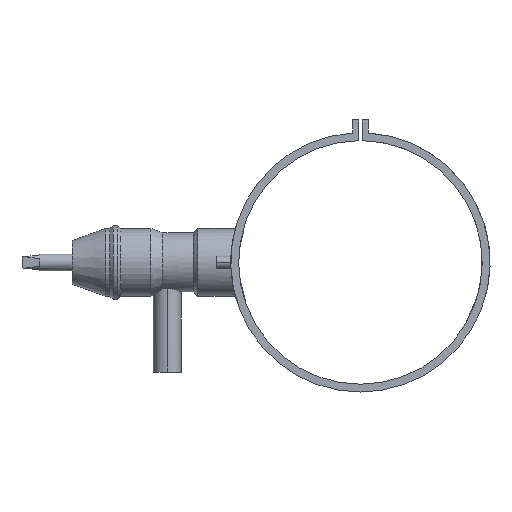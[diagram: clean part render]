
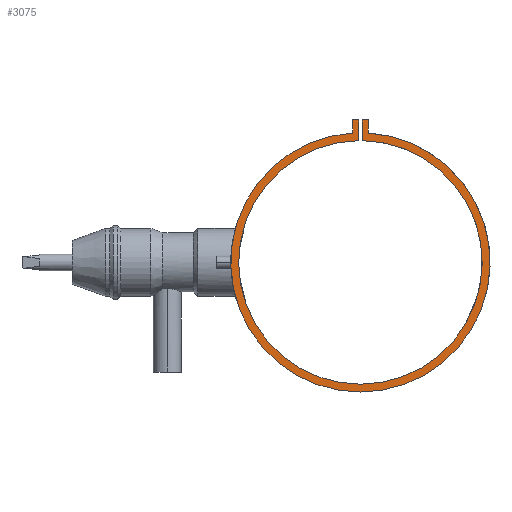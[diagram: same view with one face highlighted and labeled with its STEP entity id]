
A CAD part, left-side view. The second image highlights one B-rep face of the part: STEP entity #3075.
In plain terms, the highlighted planar face has unit normal (-1, 0, 0).
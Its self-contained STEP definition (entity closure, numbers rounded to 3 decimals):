
#9 = ORIENTED_EDGE ( 'NONE', *, *, #1923, .F. ) ;
#16 = LINE ( 'NONE', #965, #1815 ) ;
#28 = CARTESIAN_POINT ( 'NONE',  ( -80., -9., 163.728 ) ) ;
#157 = CARTESIAN_POINT ( 'NONE',  ( -80., 0., 0. ) ) ;
#232 = LINE ( 'NONE', #1181, #1662 ) ;
#241 = ORIENTED_EDGE ( 'NONE', *, *, #2188, .F. ) ;
#248 = CARTESIAN_POINT ( 'NONE',  ( -80., 2., 139.986 ) ) ;
#354 = VERTEX_POINT ( 'NONE', #1674 ) ;
#363 = VECTOR ( 'NONE', #975, 1000. ) ;
#368 = AXIS2_PLACEMENT_3D ( 'NONE', #157, #1106, #2068 ) ;
#410 = CIRCLE ( 'NONE', #368, 140. ) ;
#443 = AXIS2_PLACEMENT_3D ( 'NONE', #674, #1623, #2591 ) ;
#478 = ORIENTED_EDGE ( 'NONE', *, *, #1997, .F. ) ;
#490 = ORIENTED_EDGE ( 'NONE', *, *, #1176, .F. ) ;
#498 = DIRECTION ( 'NONE',  ( 0., -1., 0. ) ) ;
#528 = DIRECTION ( 'NONE',  ( 0., 0., -1. ) ) ;
#591 = CARTESIAN_POINT ( 'NONE',  ( -80., -2., 163.728 ) ) ;
#612 = AXIS2_PLACEMENT_3D ( 'NONE', #3035, #2682, #528 ) ;
#613 = CIRCLE ( 'NONE', #612, 149. ) ;
#657 = CARTESIAN_POINT ( 'NONE',  ( -80., 2., 163.728 ) ) ;
#666 = EDGE_CURVE ( 'NONE', #1967, #740, #858, .T. ) ;
#667 = VECTOR ( 'NONE', #2947, 1000. ) ;
#674 = CARTESIAN_POINT ( 'NONE',  ( -80., 0., 0. ) ) ;
#740 = VERTEX_POINT ( 'NONE', #657 ) ;
#748 = CARTESIAN_POINT ( 'NONE',  ( -80., -9., 148.728 ) ) ;
#788 = CARTESIAN_POINT ( 'NONE',  ( -80., 9., 148.728 ) ) ;
#791 = EDGE_LOOP ( 'NONE', ( #478, #241, #1192, #9, #1916, #490, #2411, #973 ) ) ;
#858 = LINE ( 'NONE', #1820, #2159 ) ;
#933 = EDGE_CURVE ( 'NONE', #1271, #1967, #16, .T. ) ;
#940 = VECTOR ( 'NONE', #498, 1000. ) ;
#965 = CARTESIAN_POINT ( 'NONE',  ( -80., 9., 163.728 ) ) ;
#973 = ORIENTED_EDGE ( 'NONE', *, *, #933, .F. ) ;
#975 = DIRECTION ( 'NONE',  ( 0., 0., -1. ) ) ;
#1043 = LINE ( 'NONE', #2000, #667 ) ;
#1106 = DIRECTION ( 'NONE',  ( -1., 0., 0. ) ) ;
#1176 = EDGE_CURVE ( 'NONE', #740, #1740, #232, .T. ) ;
#1181 = CARTESIAN_POINT ( 'NONE',  ( -80., 2., 163.728 ) ) ;
#1192 = ORIENTED_EDGE ( 'NONE', *, *, #2747, .F. ) ;
#1271 = VERTEX_POINT ( 'NONE', #788 ) ;
#1337 = CARTESIAN_POINT ( 'NONE',  ( -80., 9., 163.728 ) ) ;
#1623 = DIRECTION ( 'NONE',  ( 1., 0., 0. ) ) ;
#1662 = VECTOR ( 'NONE', #2184, 1000. ) ;
#1674 = CARTESIAN_POINT ( 'NONE',  ( -80., -2., 139.986 ) ) ;
#1684 = LINE ( 'NONE', #2654, #940 ) ;
#1740 = VERTEX_POINT ( 'NONE', #248 ) ;
#1788 = VERTEX_POINT ( 'NONE', #748 ) ;
#1815 = VECTOR ( 'NONE', #1922, 1000. ) ;
#1820 = CARTESIAN_POINT ( 'NONE',  ( -80., 9., 163.728 ) ) ;
#1860 = FACE_OUTER_BOUND ( 'NONE', #791, .T. ) ;
#1916 = ORIENTED_EDGE ( 'NONE', *, *, #2154, .F. ) ;
#1922 = DIRECTION ( 'NONE',  ( 0., 0., 1. ) ) ;
#1923 = EDGE_CURVE ( 'NONE', #354, #2061, #1043, .T. ) ;
#1967 = VERTEX_POINT ( 'NONE', #1337 ) ;
#1997 = EDGE_CURVE ( 'NONE', #1788, #1271, #613, .T. ) ;
#2000 = CARTESIAN_POINT ( 'NONE',  ( -80., -2., 163.728 ) ) ;
#2061 = VERTEX_POINT ( 'NONE', #591 ) ;
#2068 = DIRECTION ( 'NONE',  ( 0., 0., -1. ) ) ;
#2154 = EDGE_CURVE ( 'NONE', #1740, #354, #410, .T. ) ;
#2155 = VERTEX_POINT ( 'NONE', #3006 ) ;
#2159 = VECTOR ( 'NONE', #2780, 1000. ) ;
#2170 = LINE ( 'NONE', #28, #363 ) ;
#2184 = DIRECTION ( 'NONE',  ( 0., 0., -1. ) ) ;
#2188 = EDGE_CURVE ( 'NONE', #2155, #1788, #2170, .T. ) ;
#2411 = ORIENTED_EDGE ( 'NONE', *, *, #666, .F. ) ;
#2591 = DIRECTION ( 'NONE',  ( 0., 0., -1. ) ) ;
#2654 = CARTESIAN_POINT ( 'NONE',  ( -80., -2., 163.728 ) ) ;
#2682 = DIRECTION ( 'NONE',  ( 1., 0., 0. ) ) ;
#2747 = EDGE_CURVE ( 'NONE', #2061, #2155, #1684, .T. ) ;
#2780 = DIRECTION ( 'NONE',  ( 0., -1., 0. ) ) ;
#2822 = PLANE ( 'NONE',  #443 ) ;
#2947 = DIRECTION ( 'NONE',  ( 0., 0., 1. ) ) ;
#3006 = CARTESIAN_POINT ( 'NONE',  ( -80., -9., 163.728 ) ) ;
#3035 = CARTESIAN_POINT ( 'NONE',  ( -80., 0., 0. ) ) ;
#3075 = ADVANCED_FACE ( 'NONE', ( #1860 ), #2822, .F. ) ;
